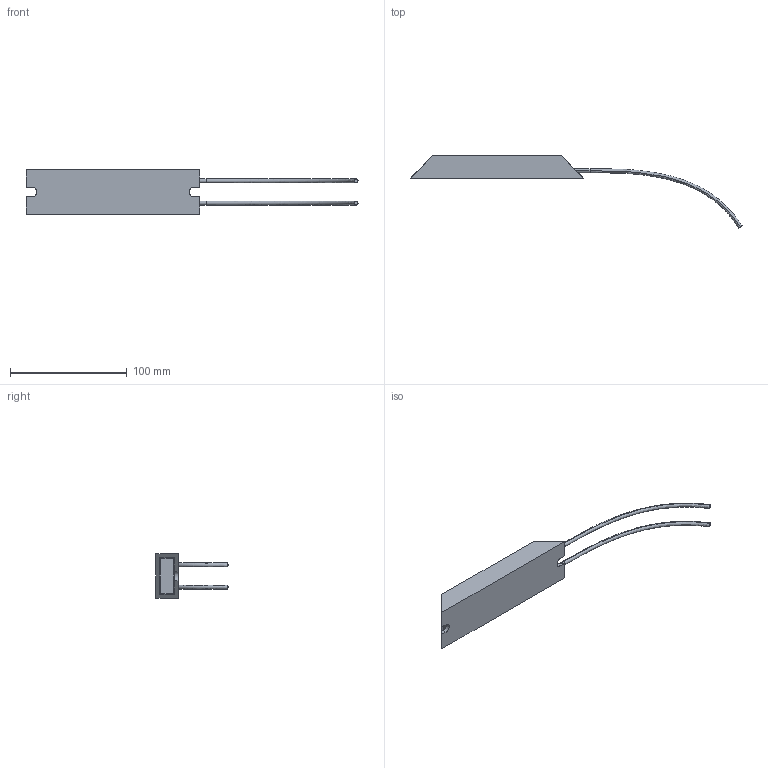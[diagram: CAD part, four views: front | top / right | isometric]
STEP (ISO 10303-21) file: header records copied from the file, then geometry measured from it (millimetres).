
FILE_DESCRIPTION (( 'STEP AP214' ), '1' );
FILE_NAME ('STP-DRVA-BR-100.STEP', '2014-06-19T18:59:28', ( '' ), ( '' ), 'SwSTEP 2.0', 'SolidWorks 2013', '' );
FILE_SCHEMA (( 'AUTOMOTIVE_DESIGN' ));
Length unit declared in the file: inch
Products named in the file (1): STP-DRVA-BR-100
Bounding box: 284.57 x 61.77 x 38.1 mm (x, y, z)
Volume: 91362 mm3; surface area: 21261.2 mm2
Topology: 1 solids, 1 shells, 40 faces, 96 edges, 60 vertices
Faces by surface type: plane 22, cylinder 14, bspline 4
Entity records: 1696 total; most frequent: CARTESIAN_POINT 501, ORIENTED_EDGE 192, DIRECTION 174, EDGE_CURVE 96, LINE 68, VECTOR 68, VERTEX_POINT 60, AXIS2_PLACEMENT_3D 53
